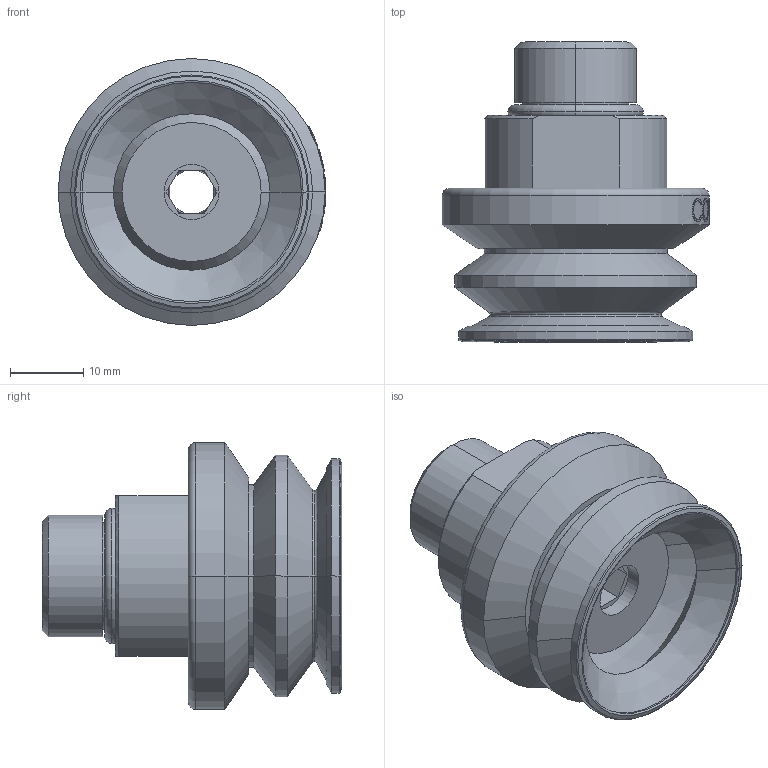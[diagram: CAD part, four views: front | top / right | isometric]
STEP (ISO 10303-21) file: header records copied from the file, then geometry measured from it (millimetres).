
FILE_DESCRIPTION(('STEP AP214'),'1');
FILE_NAME('COVAL_CBC30M38G.stp','2017-12-27T16:14:52',('TraceParts'),('TraceParts S.A.'),'Spatial InterOp 3D',' ',' ');
FILE_SCHEMA(('automotive_design'));
Length unit declared in the file: millimetre
Products named in the file (2): COVAL_CBC30M38G_1; COVAL_CBC30M38G_2
Bounding box: 36.6 x 41 x 36.5 mm (x, y, z)
Volume: 17231.2 mm3; surface area: 10145.9 mm2
Topology: 3 solids, 3 shells, 160 faces, 365 edges, 224 vertices
Faces by surface type: plane 41, cylinder 40, cone 32, bspline 29, torus 18
Entity records: 10497 total; most frequent: CARTESIAN_POINT 5729, ORIENTED_EDGE 730, DIRECTION 676, EDGE_CURVE 365, AXIS2_PLACEMENT_3D 279, VERTEX_POINT 224, EDGE_LOOP 179, STYLED_ITEM 162
